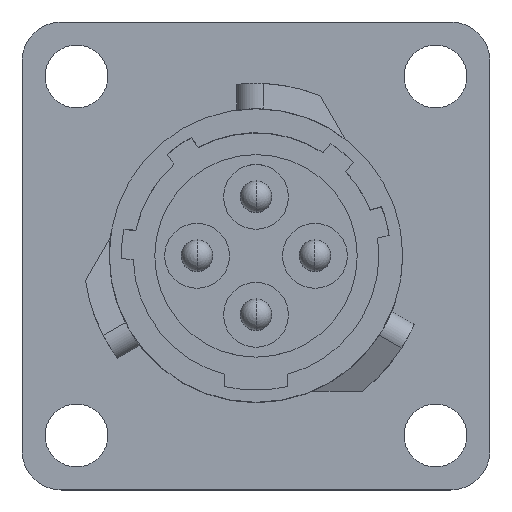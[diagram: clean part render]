
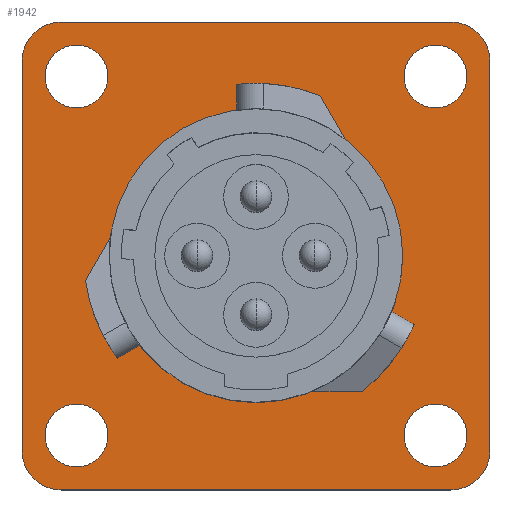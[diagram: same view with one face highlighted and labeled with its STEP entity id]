
A CAD part, top view. The second image highlights one B-rep face of the part: STEP entity #1942.
In plain terms, the highlighted planar face has unit normal (0, 0, 1).
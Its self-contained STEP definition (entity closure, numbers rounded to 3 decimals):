
#377=DIRECTION('',(0.,1.,0.));
#378=VECTOR('',#377,19.8);
#379=CARTESIAN_POINT('',(-11.9,-9.9,-11.35));
#380=LINE('',#379,#378);
#381=CARTESIAN_POINT('',(-9.9,9.9,-11.35));
#382=DIRECTION('',(0.,0.,-1.));
#383=DIRECTION('',(-1.,0.,0.));
#384=AXIS2_PLACEMENT_3D('',#381,#382,#383);
#386=DIRECTION('',(1.,0.,0.));
#387=VECTOR('',#386,19.8);
#388=CARTESIAN_POINT('',(-9.9,11.9,-11.35));
#389=LINE('',#388,#387);
#390=CARTESIAN_POINT('',(9.9,9.9,-11.35));
#391=DIRECTION('',(0.,0.,-1.));
#392=DIRECTION('',(0.,1.,0.));
#393=AXIS2_PLACEMENT_3D('',#390,#391,#392);
#395=DIRECTION('',(0.,-1.,0.));
#396=VECTOR('',#395,19.8);
#397=CARTESIAN_POINT('',(11.9,9.9,-11.35));
#398=LINE('',#397,#396);
#399=CARTESIAN_POINT('',(9.9,-9.9,-11.35));
#400=DIRECTION('',(0.,0.,-1.));
#401=DIRECTION('',(1.,0.,0.));
#402=AXIS2_PLACEMENT_3D('',#399,#400,#401);
#404=DIRECTION('',(-1.,0.,0.));
#405=VECTOR('',#404,19.8);
#406=CARTESIAN_POINT('',(9.9,-11.9,-11.35));
#407=LINE('',#406,#405);
#408=CARTESIAN_POINT('',(-9.9,-9.9,-11.35));
#409=DIRECTION('',(0.,0.,-1.));
#410=DIRECTION('',(0.,-1.,0.));
#411=AXIS2_PLACEMENT_3D('',#408,#409,#410);
#413=CARTESIAN_POINT('',(0.,0.,-11.35));
#414=DIRECTION('',(0.,0.,-1.));
#415=DIRECTION('',(1.,0.,0.));
#416=AXIS2_PLACEMENT_3D('',#413,#414,#415);
#418=CARTESIAN_POINT('',(0.,0.,-11.35));
#419=DIRECTION('',(0.,0.,-1.));
#420=DIRECTION('',(-1.,0.,0.));
#421=AXIS2_PLACEMENT_3D('',#418,#419,#420);
#423=CARTESIAN_POINT('',(9.13,-9.13,-11.35));
#424=DIRECTION('',(0.,0.,-1.));
#425=DIRECTION('',(1.,0.,0.));
#426=AXIS2_PLACEMENT_3D('',#423,#424,#425);
#428=CARTESIAN_POINT('',(9.13,-9.13,-11.35));
#429=DIRECTION('',(0.,0.,-1.));
#430=DIRECTION('',(-1.,0.,0.));
#431=AXIS2_PLACEMENT_3D('',#428,#429,#430);
#433=CARTESIAN_POINT('',(9.13,9.13,-11.35));
#434=DIRECTION('',(0.,0.,-1.));
#435=DIRECTION('',(1.,0.,0.));
#436=AXIS2_PLACEMENT_3D('',#433,#434,#435);
#438=CARTESIAN_POINT('',(9.13,9.13,-11.35));
#439=DIRECTION('',(0.,0.,-1.));
#440=DIRECTION('',(-1.,0.,0.));
#441=AXIS2_PLACEMENT_3D('',#438,#439,#440);
#443=CARTESIAN_POINT('',(-9.13,9.13,-11.35));
#444=DIRECTION('',(0.,0.,-1.));
#445=DIRECTION('',(1.,0.,0.));
#446=AXIS2_PLACEMENT_3D('',#443,#444,#445);
#448=CARTESIAN_POINT('',(-9.13,9.13,-11.35));
#449=DIRECTION('',(0.,0.,-1.));
#450=DIRECTION('',(-1.,0.,0.));
#451=AXIS2_PLACEMENT_3D('',#448,#449,#450);
#453=CARTESIAN_POINT('',(-9.13,-9.13,-11.35));
#454=DIRECTION('',(0.,0.,-1.));
#455=DIRECTION('',(1.,0.,0.));
#456=AXIS2_PLACEMENT_3D('',#453,#454,#455);
#458=CARTESIAN_POINT('',(-9.13,-9.13,-11.35));
#459=DIRECTION('',(0.,0.,-1.));
#460=DIRECTION('',(-1.,0.,0.));
#461=AXIS2_PLACEMENT_3D('',#458,#459,#460);
#1422=CARTESIAN_POINT('',(-11.9,-9.9,-11.35));
#1423=CARTESIAN_POINT('',(-11.9,9.9,-11.35));
#1424=VERTEX_POINT('',#1422);
#1425=VERTEX_POINT('',#1423);
#1426=CARTESIAN_POINT('',(-9.9,11.9,-11.35));
#1427=CARTESIAN_POINT('',(9.9,11.9,-11.35));
#1428=VERTEX_POINT('',#1426);
#1429=VERTEX_POINT('',#1427);
#1430=CARTESIAN_POINT('',(11.9,9.9,-11.35));
#1431=CARTESIAN_POINT('',(11.9,-9.9,-11.35));
#1432=VERTEX_POINT('',#1430);
#1433=VERTEX_POINT('',#1431);
#1434=CARTESIAN_POINT('',(9.9,-11.9,-11.35));
#1435=CARTESIAN_POINT('',(-9.9,-11.9,-11.35));
#1436=VERTEX_POINT('',#1434);
#1437=VERTEX_POINT('',#1435);
#1454=CARTESIAN_POINT('',(7.465,0.,-11.35));
#1455=CARTESIAN_POINT('',(-7.465,0.,-11.35));
#1456=VERTEX_POINT('',#1454);
#1457=VERTEX_POINT('',#1455);
#1466=CARTESIAN_POINT('',(10.73,-9.13,-11.35));
#1467=CARTESIAN_POINT('',(7.53,-9.13,-11.35));
#1468=VERTEX_POINT('',#1466);
#1469=VERTEX_POINT('',#1467);
#1470=CARTESIAN_POINT('',(10.73,9.13,-11.35));
#1471=CARTESIAN_POINT('',(7.53,9.13,-11.35));
#1472=VERTEX_POINT('',#1470);
#1473=VERTEX_POINT('',#1471);
#1474=CARTESIAN_POINT('',(-7.53,9.13,-11.35));
#1475=CARTESIAN_POINT('',(-10.73,9.13,-11.35));
#1476=VERTEX_POINT('',#1474);
#1477=VERTEX_POINT('',#1475);
#1478=CARTESIAN_POINT('',(-7.53,-9.13,-11.35));
#1479=CARTESIAN_POINT('',(-10.73,-9.13,-11.35));
#1480=VERTEX_POINT('',#1478);
#1481=VERTEX_POINT('',#1479);
#1891=CARTESIAN_POINT('',(0.,0.,-11.35));
#1892=DIRECTION('',(0.,0.,-1.));
#1893=DIRECTION('',(1.,0.,0.));
#1894=AXIS2_PLACEMENT_3D('',#1891,#1892,#1893);
#1895=PLANE('',#1894);
#1897=ORIENTED_EDGE('',*,*,#1896,.T.);
#1899=ORIENTED_EDGE('',*,*,#1898,.T.);
#1901=ORIENTED_EDGE('',*,*,#1900,.T.);
#1903=ORIENTED_EDGE('',*,*,#1902,.T.);
#1905=ORIENTED_EDGE('',*,*,#1904,.T.);
#1907=ORIENTED_EDGE('',*,*,#1906,.T.);
#1909=ORIENTED_EDGE('',*,*,#1908,.T.);
#1911=ORIENTED_EDGE('',*,*,#1910,.T.);
#1912=EDGE_LOOP('',(#1897,#1899,#1901,#1903,#1905,#1907,#1909,#1911));
#1913=FACE_OUTER_BOUND('',#1912,.F.);
#1914=ORIENTED_EDGE('',*,*,#1801,.F.);
#1915=ORIENTED_EDGE('',*,*,#1875,.F.);
#1916=EDGE_LOOP('',(#1914,#1915));
#1917=FACE_BOUND('',#1916,.F.);
#1919=ORIENTED_EDGE('',*,*,#1918,.F.);
#1921=ORIENTED_EDGE('',*,*,#1920,.F.);
#1922=EDGE_LOOP('',(#1919,#1921));
#1923=FACE_BOUND('',#1922,.F.);
#1925=ORIENTED_EDGE('',*,*,#1924,.F.);
#1927=ORIENTED_EDGE('',*,*,#1926,.F.);
#1928=EDGE_LOOP('',(#1925,#1927));
#1929=FACE_BOUND('',#1928,.F.);
#1931=ORIENTED_EDGE('',*,*,#1930,.F.);
#1933=ORIENTED_EDGE('',*,*,#1932,.F.);
#1934=EDGE_LOOP('',(#1931,#1933));
#1935=FACE_BOUND('',#1934,.F.);
#1937=ORIENTED_EDGE('',*,*,#1936,.F.);
#1939=ORIENTED_EDGE('',*,*,#1938,.F.);
#1940=EDGE_LOOP('',(#1937,#1939));
#1941=FACE_BOUND('',#1940,.F.);
#1942=ADVANCED_FACE('',(#1913,#1917,#1923,#1929,#1935,#1941),#1895,.F.);
#385=CIRCLE('',#384,2.);
#394=CIRCLE('',#393,2.);
#403=CIRCLE('',#402,2.);
#412=CIRCLE('',#411,2.);
#417=CIRCLE('',#416,7.465);
#422=CIRCLE('',#421,7.465);
#427=CIRCLE('',#426,1.6);
#432=CIRCLE('',#431,1.6);
#437=CIRCLE('',#436,1.6);
#442=CIRCLE('',#441,1.6);
#447=CIRCLE('',#446,1.6);
#452=CIRCLE('',#451,1.6);
#457=CIRCLE('',#456,1.6);
#462=CIRCLE('',#461,1.6);
#1801=EDGE_CURVE('',#1456,#1457,#417,.T.);
#1875=EDGE_CURVE('',#1457,#1456,#422,.T.);
#1896=EDGE_CURVE('',#1424,#1425,#380,.T.);
#1898=EDGE_CURVE('',#1425,#1428,#385,.T.);
#1900=EDGE_CURVE('',#1428,#1429,#389,.T.);
#1902=EDGE_CURVE('',#1429,#1432,#394,.T.);
#1904=EDGE_CURVE('',#1432,#1433,#398,.T.);
#1906=EDGE_CURVE('',#1433,#1436,#403,.T.);
#1908=EDGE_CURVE('',#1436,#1437,#407,.T.);
#1910=EDGE_CURVE('',#1437,#1424,#412,.T.);
#1918=EDGE_CURVE('',#1468,#1469,#427,.T.);
#1920=EDGE_CURVE('',#1469,#1468,#432,.T.);
#1924=EDGE_CURVE('',#1472,#1473,#437,.T.);
#1926=EDGE_CURVE('',#1473,#1472,#442,.T.);
#1930=EDGE_CURVE('',#1476,#1477,#447,.T.);
#1932=EDGE_CURVE('',#1477,#1476,#452,.T.);
#1936=EDGE_CURVE('',#1480,#1481,#457,.T.);
#1938=EDGE_CURVE('',#1481,#1480,#462,.T.);
